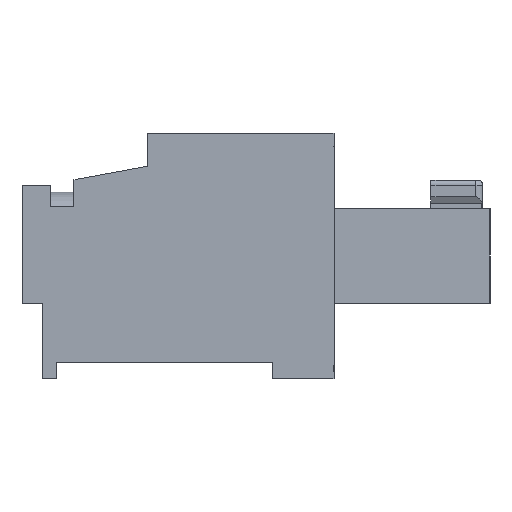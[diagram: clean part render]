
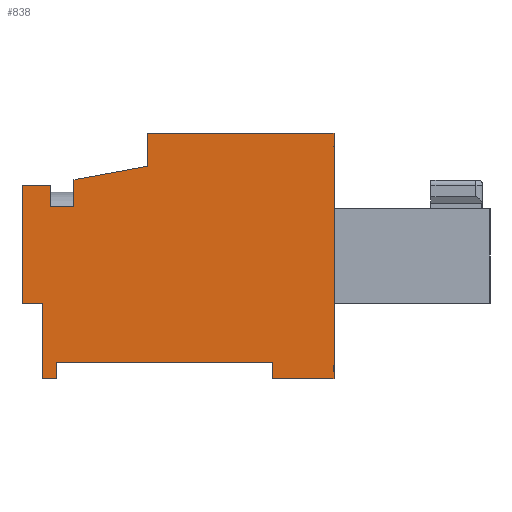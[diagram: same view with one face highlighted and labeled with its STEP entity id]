
A CAD part, front view. The second image highlights one B-rep face of the part: STEP entity #838.
In plain terms, the highlighted planar face has unit normal (0, -1, 0).
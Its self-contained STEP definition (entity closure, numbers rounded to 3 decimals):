
#838 = ADVANCED_FACE( '', ( #2038 ), #2039, .F. );
#2038 = FACE_OUTER_BOUND( '', #3783, .T. );
#2039 = PLANE( '', #3784 );
#3783 = EDGE_LOOP( '', ( #6480, #6481, #6482, #6483, #6484, #6485, #6486, #6487, #6488, #6489, #6490, #6491, #6492, #6493, #6494, #6495 ) );
#3784 = AXIS2_PLACEMENT_3D( '', #6496, #6497, #6498 );
#6480 = ORIENTED_EDGE( '', *, *, #9412, .F. );
#6481 = ORIENTED_EDGE( '', *, *, #10144, .T. );
#6482 = ORIENTED_EDGE( '', *, *, #9965, .T. );
#6483 = ORIENTED_EDGE( '', *, *, #10145, .T. );
#6484 = ORIENTED_EDGE( '', *, *, #10146, .F. );
#6485 = ORIENTED_EDGE( '', *, *, #10147, .T. );
#6486 = ORIENTED_EDGE( '', *, *, #10148, .T. );
#6487 = ORIENTED_EDGE( '', *, *, #10149, .F. );
#6488 = ORIENTED_EDGE( '', *, *, #10014, .T. );
#6489 = ORIENTED_EDGE( '', *, *, #10150, .T. );
#6490 = ORIENTED_EDGE( '', *, *, #9894, .F. );
#6491 = ORIENTED_EDGE( '', *, *, #10151, .T. );
#6492 = ORIENTED_EDGE( '', *, *, #9450, .T. );
#6493 = ORIENTED_EDGE( '', *, *, #10152, .F. );
#6494 = ORIENTED_EDGE( '', *, *, #10153, .T. );
#6495 = ORIENTED_EDGE( '', *, *, #10154, .T. );
#6496 = CARTESIAN_POINT( '', ( -6.3, -11.055, 0. ) );
#6497 = DIRECTION( '', ( 0., 1., 0. ) );
#6498 = DIRECTION( '', ( 0., 0., -1. ) );
#9412 = EDGE_CURVE( '', #11084, #11080, #11086, .T. );
#9450 = EDGE_CURVE( '', #11146, #11151, #11153, .T. );
#9894 = EDGE_CURVE( '', #11898, #11900, #11901, .T. );
#9965 = EDGE_CURVE( '', #12010, #12015, #12017, .T. );
#10014 = EDGE_CURVE( '', #12060, #12102, #12104, .T. );
#10144 = EDGE_CURVE( '', #11084, #12010, #12298, .T. );
#10145 = EDGE_CURVE( '', #12015, #12299, #12300, .T. );
#10146 = EDGE_CURVE( '', #12301, #12299, #12302, .T. );
#10147 = EDGE_CURVE( '', #12301, #12303, #12304, .T. );
#10148 = EDGE_CURVE( '', #12303, #12305, #12306, .T. );
#10149 = EDGE_CURVE( '', #12060, #12305, #12307, .T. );
#10150 = EDGE_CURVE( '', #12102, #11900, #12308, .T. );
#10151 = EDGE_CURVE( '', #11898, #11146, #12309, .T. );
#10152 = EDGE_CURVE( '', #12310, #11151, #12311, .T. );
#10153 = EDGE_CURVE( '', #12310, #12312, #12313, .T. );
#10154 = EDGE_CURVE( '', #12312, #11080, #12314, .T. );
#11080 = VERTEX_POINT( '', #13488 );
#11084 = VERTEX_POINT( '', #13494 );
#11086 = LINE( '', #13497, #13498 );
#11146 = VERTEX_POINT( '', #13580 );
#11151 = VERTEX_POINT( '', #13587 );
#11153 = LINE( '', #13590, #13591 );
#11898 = VERTEX_POINT( '', #14595 );
#11900 = VERTEX_POINT( '', #14598 );
#11901 = LINE( '', #14599, #14600 );
#12010 = VERTEX_POINT( '', #14742 );
#12015 = VERTEX_POINT( '', #14749 );
#12017 = LINE( '', #14752, #14753 );
#12060 = VERTEX_POINT( '', #14813 );
#12102 = VERTEX_POINT( '', #14867 );
#12104 = LINE( '', #14870, #14871 );
#12298 = LINE( '', #15141, #15142 );
#12299 = VERTEX_POINT( '', #15143 );
#12300 = LINE( '', #15144, #15145 );
#12301 = VERTEX_POINT( '', #15146 );
#12302 = LINE( '', #15147, #15148 );
#12303 = VERTEX_POINT( '', #15149 );
#12304 = LINE( '', #15150, #15151 );
#12305 = VERTEX_POINT( '', #15152 );
#12306 = LINE( '', #15153, #15154 );
#12307 = LINE( '', #15155, #15156 );
#12308 = LINE( '', #15157, #15158 );
#12309 = LINE( '', #15159, #15160 );
#12310 = VERTEX_POINT( '', #15161 );
#12311 = LINE( '', #15162, #15163 );
#12312 = VERTEX_POINT( '', #15164 );
#12313 = LINE( '', #15165, #15166 );
#12314 = LINE( '', #15167, #15168 );
#13488 = CARTESIAN_POINT( '', ( -11.75, -11.055, -10.4 ) );
#13494 = CARTESIAN_POINT( '', ( -11.75, -11.055, -9.7 ) );
#13497 = CARTESIAN_POINT( '', ( -11.75, -11.055, -10.4 ) );
#13498 = VECTOR( '', #16713, 1000. );
#13580 = CARTESIAN_POINT( '', ( -13.2, -11.055, -2.2 ) );
#13587 = CARTESIAN_POINT( '', ( -13.2, -11.055, -7.2 ) );
#13590 = CARTESIAN_POINT( '', ( -13.2, -11.055, -10.4 ) );
#13591 = VECTOR( '', #16751, 1000. );
#14595 = CARTESIAN_POINT( '', ( -12., -11.055, -2.2 ) );
#14598 = CARTESIAN_POINT( '', ( -12., -11.055, -3.1 ) );
#14599 = CARTESIAN_POINT( '', ( -12., -11.055, -1.2 ) );
#14600 = VECTOR( '', #17297, 1000. );
#14742 = CARTESIAN_POINT( '', ( -2.6, -11.055, -9.7 ) );
#14749 = CARTESIAN_POINT( '', ( -2.6, -11.055, -10.4 ) );
#14752 = CARTESIAN_POINT( '', ( -2.6, -11.055, -9. ) );
#14753 = VECTOR( '', #17388, 1000. );
#14813 = CARTESIAN_POINT( '', ( -11., -11.055, -1.971 ) );
#14867 = CARTESIAN_POINT( '', ( -11., -11.055, -3.1 ) );
#14870 = CARTESIAN_POINT( '', ( -11., -11.055, 0. ) );
#14871 = VECTOR( '', #17452, 1000. );
#15141 = CARTESIAN_POINT( '', ( -6.3, -11.055, -9.7 ) );
#15142 = VECTOR( '', #17589, 1000. );
#15143 = CARTESIAN_POINT( '', ( 0., -11.055, -10.4 ) );
#15144 = CARTESIAN_POINT( '', ( 0., -11.055, -10.4 ) );
#15145 = VECTOR( '', #17590, 1000. );
#15146 = CARTESIAN_POINT( '', ( 0., -11.055, 0. ) );
#15147 = CARTESIAN_POINT( '', ( 0., -11.055, -9. ) );
#15148 = VECTOR( '', #17591, 1000. );
#15149 = CARTESIAN_POINT( '', ( -7.9, -11.055, 0. ) );
#15150 = CARTESIAN_POINT( '', ( -13.3, -11.055, 0. ) );
#15151 = VECTOR( '', #17592, 1000. );
#15152 = CARTESIAN_POINT( '', ( -7.9, -11.055, -1.402 ) );
#15153 = CARTESIAN_POINT( '', ( -7.9, -11.055, 0. ) );
#15154 = VECTOR( '', #17593, 1000. );
#15155 = CARTESIAN_POINT( '', ( -11.7, -11.055, -2.1 ) );
#15156 = VECTOR( '', #17594, 1000. );
#15157 = CARTESIAN_POINT( '', ( -12.4, -11.055, -3.1 ) );
#15158 = VECTOR( '', #17595, 1000. );
#15159 = CARTESIAN_POINT( '', ( -14.1, -11.055, -2.2 ) );
#15160 = VECTOR( '', #17596, 1000. );
#15161 = CARTESIAN_POINT( '', ( -12.35, -11.055, -7.2 ) );
#15162 = CARTESIAN_POINT( '', ( -13.2, -11.055, -7.2 ) );
#15163 = VECTOR( '', #17597, 1000. );
#15164 = CARTESIAN_POINT( '', ( -12.35, -11.055, -10.4 ) );
#15165 = CARTESIAN_POINT( '', ( -12.35, -11.055, -10.4 ) );
#15166 = VECTOR( '', #17598, 1000. );
#15167 = CARTESIAN_POINT( '', ( -13.2, -11.055, -10.4 ) );
#15168 = VECTOR( '', #17599, 1000. );
#16713 = DIRECTION( '', ( 0., 0., -1. ) );
#16751 = DIRECTION( '', ( 0., 0., -1. ) );
#17297 = DIRECTION( '', ( 0., 0., -1. ) );
#17388 = DIRECTION( '', ( 0., 0., -1. ) );
#17452 = DIRECTION( '', ( 0., 0., -1. ) );
#17589 = DIRECTION( '', ( 1., 0., 0. ) );
#17590 = DIRECTION( '', ( 1., 0., 0. ) );
#17591 = DIRECTION( '', ( 0., 0., -1. ) );
#17592 = DIRECTION( '', ( -1., 0., 0. ) );
#17593 = DIRECTION( '', ( 0., 0., -1. ) );
#17594 = DIRECTION( '', ( 0.984, 0., 0.181 ) );
#17595 = DIRECTION( '', ( -1., 0., 0. ) );
#17596 = DIRECTION( '', ( -1., 0., 0. ) );
#17597 = DIRECTION( '', ( -1., 0., 0. ) );
#17598 = DIRECTION( '', ( 0., 0., -1. ) );
#17599 = DIRECTION( '', ( 1., 0., 0. ) );
